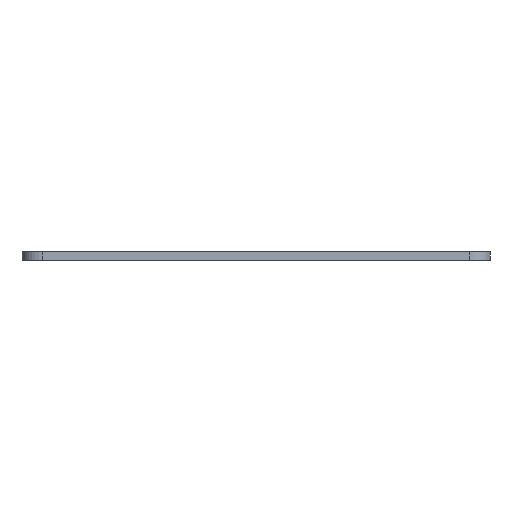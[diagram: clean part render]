
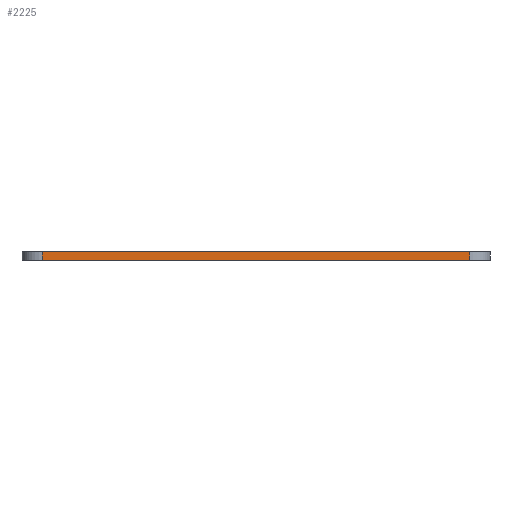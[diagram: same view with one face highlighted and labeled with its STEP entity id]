
A CAD part, front view. The second image highlights one B-rep face of the part: STEP entity #2225.
In plain terms, the highlighted planar face has unit normal (0, -1, 0).
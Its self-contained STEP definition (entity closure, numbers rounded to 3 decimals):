
#44 = PLANE('',#45);
#45 = AXIS2_PLACEMENT_3D('',#46,#47,#48);
#46 = CARTESIAN_POINT('',(0.,94.36,0.));
#47 = DIRECTION('',(0.,0.,1.));
#48 = DIRECTION('',(1.,0.,0.));
#100 = PLANE('',#101);
#101 = AXIS2_PLACEMENT_3D('',#102,#103,#104);
#102 = CARTESIAN_POINT('',(0.,94.36,4.));
#103 = DIRECTION('',(0.,0.,1.));
#104 = DIRECTION('',(1.,0.,0.));
#126 = CYLINDRICAL_SURFACE('',#127,10.);
#127 = AXIS2_PLACEMENT_3D('',#128,#129,#130);
#128 = CARTESIAN_POINT('',(105.,0.,0.));
#129 = DIRECTION('',(-0.,-0.,-1.));
#130 = DIRECTION('',(1.,0.,0.));
#431 = VERTEX_POINT('',#432);
#432 = CARTESIAN_POINT('',(-105.,-10.,0.));
#447 = CYLINDRICAL_SURFACE('',#448,10.);
#448 = AXIS2_PLACEMENT_3D('',#449,#450,#451);
#449 = CARTESIAN_POINT('',(-105.,0.,0.));
#450 = DIRECTION('',(-0.,-0.,-1.));
#451 = DIRECTION('',(1.,0.,0.));
#459 = EDGE_CURVE('',#431,#460,#462,.T.);
#460 = VERTEX_POINT('',#461);
#461 = CARTESIAN_POINT('',(105.,-10.,0.));
#462 = SURFACE_CURVE('',#463,(#467,#474),.PCURVE_S1.);
#463 = LINE('',#464,#465);
#464 = CARTESIAN_POINT('',(-105.,-10.,0.));
#465 = VECTOR('',#466,1.);
#466 = DIRECTION('',(1.,0.,0.));
#467 = PCURVE('',#44,#468);
#468 = DEFINITIONAL_REPRESENTATION('',(#469),#473);
#469 = LINE('',#470,#471);
#470 = CARTESIAN_POINT('',(-105.,-104.36));
#471 = VECTOR('',#472,1.);
#472 = DIRECTION('',(1.,0.));
#473 = ( GEOMETRIC_REPRESENTATION_CONTEXT(2) 
PARAMETRIC_REPRESENTATION_CONTEXT() REPRESENTATION_CONTEXT('2D SPACE',''
  ) );
#474 = PCURVE('',#475,#480);
#475 = PLANE('',#476);
#476 = AXIS2_PLACEMENT_3D('',#477,#478,#479);
#477 = CARTESIAN_POINT('',(-105.,-10.,0.));
#478 = DIRECTION('',(0.,1.,0.));
#479 = DIRECTION('',(1.,0.,0.));
#480 = DEFINITIONAL_REPRESENTATION('',(#481),#485);
#481 = LINE('',#482,#483);
#482 = CARTESIAN_POINT('',(0.,0.));
#483 = VECTOR('',#484,1.);
#484 = DIRECTION('',(1.,0.));
#485 = ( GEOMETRIC_REPRESENTATION_CONTEXT(2) 
PARAMETRIC_REPRESENTATION_CONTEXT() REPRESENTATION_CONTEXT('2D SPACE',''
  ) );
#1286 = EDGE_CURVE('',#460,#1287,#1289,.T.);
#1287 = VERTEX_POINT('',#1288);
#1288 = CARTESIAN_POINT('',(105.,-10.,4.));
#1289 = SURFACE_CURVE('',#1290,(#1294,#1301),.PCURVE_S1.);
#1290 = LINE('',#1291,#1292);
#1291 = CARTESIAN_POINT('',(105.,-10.,0.));
#1292 = VECTOR('',#1293,1.);
#1293 = DIRECTION('',(0.,0.,1.));
#1294 = PCURVE('',#126,#1295);
#1295 = DEFINITIONAL_REPRESENTATION('',(#1296),#1300);
#1296 = LINE('',#1297,#1298);
#1297 = CARTESIAN_POINT('',(-4.712,0.));
#1298 = VECTOR('',#1299,1.);
#1299 = DIRECTION('',(-0.,-1.));
#1300 = ( GEOMETRIC_REPRESENTATION_CONTEXT(2) 
PARAMETRIC_REPRESENTATION_CONTEXT() REPRESENTATION_CONTEXT('2D SPACE',''
  ) );
#1301 = PCURVE('',#475,#1302);
#1302 = DEFINITIONAL_REPRESENTATION('',(#1303),#1307);
#1303 = LINE('',#1304,#1305);
#1304 = CARTESIAN_POINT('',(210.,0.));
#1305 = VECTOR('',#1306,1.);
#1306 = DIRECTION('',(0.,-1.));
#1307 = ( GEOMETRIC_REPRESENTATION_CONTEXT(2) 
PARAMETRIC_REPRESENTATION_CONTEXT() REPRESENTATION_CONTEXT('2D SPACE',''
  ) );
#1554 = VERTEX_POINT('',#1555);
#1555 = CARTESIAN_POINT('',(-105.,-10.,4.));
#1577 = EDGE_CURVE('',#1554,#1287,#1578,.T.);
#1578 = SURFACE_CURVE('',#1579,(#1583,#1590),.PCURVE_S1.);
#1579 = LINE('',#1580,#1581);
#1580 = CARTESIAN_POINT('',(-105.,-10.,4.));
#1581 = VECTOR('',#1582,1.);
#1582 = DIRECTION('',(1.,0.,0.));
#1583 = PCURVE('',#100,#1584);
#1584 = DEFINITIONAL_REPRESENTATION('',(#1585),#1589);
#1585 = LINE('',#1586,#1587);
#1586 = CARTESIAN_POINT('',(-105.,-104.36));
#1587 = VECTOR('',#1588,1.);
#1588 = DIRECTION('',(1.,0.));
#1589 = ( GEOMETRIC_REPRESENTATION_CONTEXT(2) 
PARAMETRIC_REPRESENTATION_CONTEXT() REPRESENTATION_CONTEXT('2D SPACE',''
  ) );
#1590 = PCURVE('',#475,#1591);
#1591 = DEFINITIONAL_REPRESENTATION('',(#1592),#1596);
#1592 = LINE('',#1593,#1594);
#1593 = CARTESIAN_POINT('',(0.,-4.));
#1594 = VECTOR('',#1595,1.);
#1595 = DIRECTION('',(1.,0.));
#1596 = ( GEOMETRIC_REPRESENTATION_CONTEXT(2) 
PARAMETRIC_REPRESENTATION_CONTEXT() REPRESENTATION_CONTEXT('2D SPACE',''
  ) );
#2225 = ADVANCED_FACE('',(#2226),#475,.F.);
#2226 = FACE_BOUND('',#2227,.F.);
#2227 = EDGE_LOOP('',(#2228,#2249,#2250,#2251));
#2228 = ORIENTED_EDGE('',*,*,#2229,.T.);
#2229 = EDGE_CURVE('',#431,#1554,#2230,.T.);
#2230 = SURFACE_CURVE('',#2231,(#2235,#2242),.PCURVE_S1.);
#2231 = LINE('',#2232,#2233);
#2232 = CARTESIAN_POINT('',(-105.,-10.,0.));
#2233 = VECTOR('',#2234,1.);
#2234 = DIRECTION('',(0.,0.,1.));
#2235 = PCURVE('',#475,#2236);
#2236 = DEFINITIONAL_REPRESENTATION('',(#2237),#2241);
#2237 = LINE('',#2238,#2239);
#2238 = CARTESIAN_POINT('',(0.,0.));
#2239 = VECTOR('',#2240,1.);
#2240 = DIRECTION('',(0.,-1.));
#2241 = ( GEOMETRIC_REPRESENTATION_CONTEXT(2) 
PARAMETRIC_REPRESENTATION_CONTEXT() REPRESENTATION_CONTEXT('2D SPACE',''
  ) );
#2242 = PCURVE('',#447,#2243);
#2243 = DEFINITIONAL_REPRESENTATION('',(#2244),#2248);
#2244 = LINE('',#2245,#2246);
#2245 = CARTESIAN_POINT('',(-4.712,0.));
#2246 = VECTOR('',#2247,1.);
#2247 = DIRECTION('',(-0.,-1.));
#2248 = ( GEOMETRIC_REPRESENTATION_CONTEXT(2) 
PARAMETRIC_REPRESENTATION_CONTEXT() REPRESENTATION_CONTEXT('2D SPACE',''
  ) );
#2249 = ORIENTED_EDGE('',*,*,#1577,.T.);
#2250 = ORIENTED_EDGE('',*,*,#1286,.F.);
#2251 = ORIENTED_EDGE('',*,*,#459,.F.);
